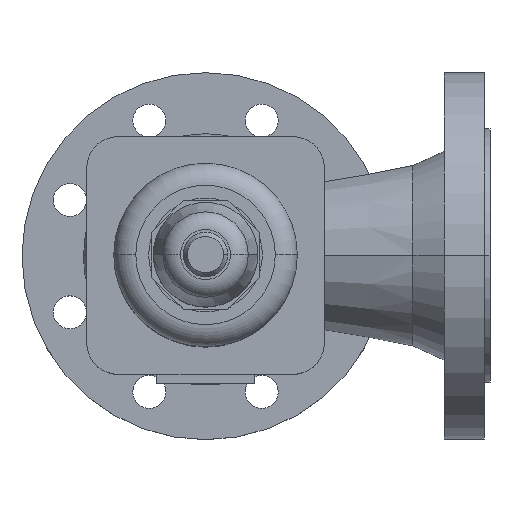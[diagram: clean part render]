
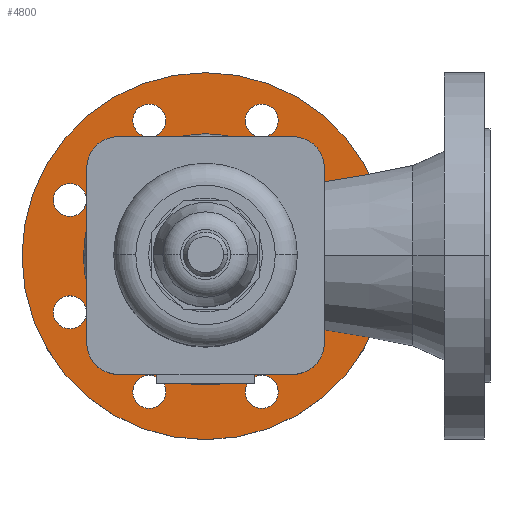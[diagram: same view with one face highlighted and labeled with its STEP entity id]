
A CAD part, top view. The second image highlights one B-rep face of the part: STEP entity #4800.
In plain terms, the highlighted planar face has unit normal (0, 0, 1).
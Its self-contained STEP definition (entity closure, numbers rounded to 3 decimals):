
#1331=CARTESIAN_POINT('',(-100.,0.,24.8));
#1332=VERTEX_POINT('',#1331);
#1339=CARTESIAN_POINT('',(100.,-0.,24.8));
#1340=VERTEX_POINT('',#1339);
#1341=CARTESIAN_POINT('',(0.,-0.,24.8));
#1342=DIRECTION('',(-0.,0.,-1.));
#1343=DIRECTION('',(-1.,0.,0.));
#1344=AXIS2_PLACEMENT_3D('',#1341,#1342,#1343);
#1345=CIRCLE('',#1344,100.);
#1346=EDGE_CURVE('',#1332,#1340,#1345,.T.);
#1362=CARTESIAN_POINT('',(57.,0.,24.8));
#1363=VERTEX_POINT('',#1362);
#1364=CARTESIAN_POINT('',(-57.,-0.,24.8));
#1365=VERTEX_POINT('',#1364);
#1366=CARTESIAN_POINT('',(0.,-0.,24.8));
#1367=DIRECTION('',(0.,0.,-1.));
#1368=DIRECTION('',(-1.,0.,0.));
#1369=AXIS2_PLACEMENT_3D('',#1366,#1367,#1368);
#1370=CIRCLE('',#1369,57.);
#1371=EDGE_CURVE('',#1363,#1365,#1370,.T.);
#3250=CARTESIAN_POINT('',(82.91,30.615,24.8));
#3251=VERTEX_POINT('',#3250);
#3258=CARTESIAN_POINT('',(64.91,30.615,24.8));
#3259=VERTEX_POINT('',#3258);
#3260=CARTESIAN_POINT('',(73.91,30.615,24.8));
#3261=DIRECTION('',(0.,0.,-1.));
#3262=DIRECTION('',(1.,0.,0.));
#3263=AXIS2_PLACEMENT_3D('',#3260,#3261,#3262);
#3264=CIRCLE('',#3263,9.);
#3265=EDGE_CURVE('',#3259,#3251,#3264,.T.);
#3292=CARTESIAN_POINT('',(64.91,-30.615,24.8));
#3293=VERTEX_POINT('',#3292);
#3300=CARTESIAN_POINT('',(82.91,-30.615,24.8));
#3301=VERTEX_POINT('',#3300);
#3302=CARTESIAN_POINT('',(73.91,-30.615,24.8));
#3303=DIRECTION('',(0.,0.,-1.));
#3304=DIRECTION('',(1.,0.,0.));
#3305=AXIS2_PLACEMENT_3D('',#3302,#3303,#3304);
#3306=CIRCLE('',#3305,9.);
#3307=EDGE_CURVE('',#3301,#3293,#3306,.T.);
#3323=CARTESIAN_POINT('',(21.615,-73.91,24.8));
#3324=VERTEX_POINT('',#3323);
#3325=CARTESIAN_POINT('',(39.615,-73.91,24.8));
#3326=VERTEX_POINT('',#3325);
#3327=CARTESIAN_POINT('',(30.615,-73.91,24.8));
#3328=DIRECTION('',(0.,0.,-1.));
#3329=DIRECTION('',(1.,0.,0.));
#3330=AXIS2_PLACEMENT_3D('',#3327,#3328,#3329);
#3331=CIRCLE('',#3330,9.);
#3332=EDGE_CURVE('',#3324,#3326,#3331,.T.);
#3376=CARTESIAN_POINT('',(-39.615,-73.91,24.8));
#3377=VERTEX_POINT('',#3376);
#3384=CARTESIAN_POINT('',(-21.615,-73.91,24.8));
#3385=VERTEX_POINT('',#3384);
#3386=CARTESIAN_POINT('',(-30.615,-73.91,24.8));
#3387=DIRECTION('',(0.,0.,-1.));
#3388=DIRECTION('',(1.,0.,0.));
#3389=AXIS2_PLACEMENT_3D('',#3386,#3387,#3388);
#3390=CIRCLE('',#3389,9.);
#3391=EDGE_CURVE('',#3385,#3377,#3390,.T.);
#3418=CARTESIAN_POINT('',(-64.91,-30.615,24.8));
#3419=VERTEX_POINT('',#3418);
#3426=CARTESIAN_POINT('',(-82.91,-30.615,24.8));
#3427=VERTEX_POINT('',#3426);
#3428=CARTESIAN_POINT('',(-73.91,-30.615,24.8));
#3429=DIRECTION('',(0.,0.,-1.));
#3430=DIRECTION('',(1.,0.,0.));
#3431=AXIS2_PLACEMENT_3D('',#3428,#3429,#3430);
#3432=CIRCLE('',#3431,9.);
#3433=EDGE_CURVE('',#3427,#3419,#3432,.T.);
#3460=CARTESIAN_POINT('',(-82.91,30.615,24.8));
#3461=VERTEX_POINT('',#3460);
#3468=CARTESIAN_POINT('',(-64.91,30.615,24.8));
#3469=VERTEX_POINT('',#3468);
#3470=CARTESIAN_POINT('',(-73.91,30.615,24.8));
#3471=DIRECTION('',(0.,0.,-1.));
#3472=DIRECTION('',(1.,0.,0.));
#3473=AXIS2_PLACEMENT_3D('',#3470,#3471,#3472);
#3474=CIRCLE('',#3473,9.);
#3475=EDGE_CURVE('',#3469,#3461,#3474,.T.);
#3491=CARTESIAN_POINT('',(-39.615,73.91,24.8));
#3492=VERTEX_POINT('',#3491);
#3493=CARTESIAN_POINT('',(-21.615,73.91,24.8));
#3494=VERTEX_POINT('',#3493);
#3495=CARTESIAN_POINT('',(-30.615,73.91,24.8));
#3496=DIRECTION('',(0.,0.,-1.));
#3497=DIRECTION('',(1.,0.,0.));
#3498=AXIS2_PLACEMENT_3D('',#3495,#3496,#3497);
#3499=CIRCLE('',#3498,9.);
#3500=EDGE_CURVE('',#3492,#3494,#3499,.T.);
#3533=CARTESIAN_POINT('',(39.615,73.91,24.8));
#3534=VERTEX_POINT('',#3533);
#3535=CARTESIAN_POINT('',(21.615,73.91,24.8));
#3536=VERTEX_POINT('',#3535);
#3537=CARTESIAN_POINT('',(30.615,73.91,24.8));
#3538=DIRECTION('',(0.,0.,-1.));
#3539=DIRECTION('',(1.,0.,0.));
#3540=AXIS2_PLACEMENT_3D('',#3537,#3538,#3539);
#3541=CIRCLE('',#3540,9.);
#3542=EDGE_CURVE('',#3534,#3536,#3541,.T.);
#4695=CARTESIAN_POINT('',(-78.5,0.,24.8));
#4696=DIRECTION('',(0.,-0.,1.));
#4697=DIRECTION('',(1.,-0.,-0.));
#4698=AXIS2_PLACEMENT_3D('',#4695,#4696,#4697);
#4699=PLANE('',#4698);
#4700=ORIENTED_EDGE('',*,*,#3542,.T.);
#4701=CARTESIAN_POINT('',(30.615,73.91,24.8));
#4702=DIRECTION('',(0.,0.,-1.));
#4703=DIRECTION('',(1.,0.,0.));
#4704=AXIS2_PLACEMENT_3D('',#4701,#4702,#4703);
#4705=CIRCLE('',#4704,9.);
#4706=EDGE_CURVE('',#3536,#3534,#4705,.T.);
#4707=ORIENTED_EDGE('',*,*,#4706,.T.);
#4708=EDGE_LOOP('',(#4700,#4707));
#4709=FACE_BOUND('',#4708,.T.);
#4710=ORIENTED_EDGE('',*,*,#3500,.T.);
#4711=CARTESIAN_POINT('',(-30.615,73.91,24.8));
#4712=DIRECTION('',(0.,0.,-1.));
#4713=DIRECTION('',(1.,0.,0.));
#4714=AXIS2_PLACEMENT_3D('',#4711,#4712,#4713);
#4715=CIRCLE('',#4714,9.);
#4716=EDGE_CURVE('',#3494,#3492,#4715,.T.);
#4717=ORIENTED_EDGE('',*,*,#4716,.T.);
#4718=EDGE_LOOP('',(#4710,#4717));
#4719=FACE_BOUND('',#4718,.T.);
#4720=ORIENTED_EDGE('',*,*,#3475,.T.);
#4721=CARTESIAN_POINT('',(-73.91,30.615,24.8));
#4722=DIRECTION('',(0.,0.,-1.));
#4723=DIRECTION('',(1.,0.,0.));
#4724=AXIS2_PLACEMENT_3D('',#4721,#4722,#4723);
#4725=CIRCLE('',#4724,9.);
#4726=EDGE_CURVE('',#3461,#3469,#4725,.T.);
#4727=ORIENTED_EDGE('',*,*,#4726,.T.);
#4728=EDGE_LOOP('',(#4720,#4727));
#4729=FACE_BOUND('',#4728,.T.);
#4730=CARTESIAN_POINT('',(-73.91,-30.615,24.8));
#4731=DIRECTION('',(0.,0.,-1.));
#4732=DIRECTION('',(1.,0.,0.));
#4733=AXIS2_PLACEMENT_3D('',#4730,#4731,#4732);
#4734=CIRCLE('',#4733,9.);
#4735=EDGE_CURVE('',#3419,#3427,#4734,.T.);
#4736=ORIENTED_EDGE('',*,*,#4735,.T.);
#4737=ORIENTED_EDGE('',*,*,#3433,.T.);
#4738=EDGE_LOOP('',(#4736,#4737));
#4739=FACE_BOUND('',#4738,.T.);
#4740=ORIENTED_EDGE('',*,*,#3391,.T.);
#4741=CARTESIAN_POINT('',(-30.615,-73.91,24.8));
#4742=DIRECTION('',(0.,0.,-1.));
#4743=DIRECTION('',(1.,0.,0.));
#4744=AXIS2_PLACEMENT_3D('',#4741,#4742,#4743);
#4745=CIRCLE('',#4744,9.);
#4746=EDGE_CURVE('',#3377,#3385,#4745,.T.);
#4747=ORIENTED_EDGE('',*,*,#4746,.T.);
#4748=EDGE_LOOP('',(#4740,#4747));
#4749=FACE_BOUND('',#4748,.T.);
#4750=ORIENTED_EDGE('',*,*,#3332,.T.);
#4751=CARTESIAN_POINT('',(30.615,-73.91,24.8));
#4752=DIRECTION('',(0.,0.,-1.));
#4753=DIRECTION('',(1.,0.,0.));
#4754=AXIS2_PLACEMENT_3D('',#4751,#4752,#4753);
#4755=CIRCLE('',#4754,9.);
#4756=EDGE_CURVE('',#3326,#3324,#4755,.T.);
#4757=ORIENTED_EDGE('',*,*,#4756,.T.);
#4758=EDGE_LOOP('',(#4750,#4757));
#4759=FACE_BOUND('',#4758,.T.);
#4760=CARTESIAN_POINT('',(73.91,-30.615,24.8));
#4761=DIRECTION('',(0.,0.,-1.));
#4762=DIRECTION('',(1.,0.,0.));
#4763=AXIS2_PLACEMENT_3D('',#4760,#4761,#4762);
#4764=CIRCLE('',#4763,9.);
#4765=EDGE_CURVE('',#3293,#3301,#4764,.T.);
#4766=ORIENTED_EDGE('',*,*,#4765,.T.);
#4767=ORIENTED_EDGE('',*,*,#3307,.T.);
#4768=EDGE_LOOP('',(#4766,#4767));
#4769=FACE_BOUND('',#4768,.T.);
#4770=CARTESIAN_POINT('',(73.91,30.615,24.8));
#4771=DIRECTION('',(0.,0.,-1.));
#4772=DIRECTION('',(1.,0.,0.));
#4773=AXIS2_PLACEMENT_3D('',#4770,#4771,#4772);
#4774=CIRCLE('',#4773,9.);
#4775=EDGE_CURVE('',#3251,#3259,#4774,.T.);
#4776=ORIENTED_EDGE('',*,*,#4775,.T.);
#4777=ORIENTED_EDGE('',*,*,#3265,.T.);
#4778=EDGE_LOOP('',(#4776,#4777));
#4779=FACE_BOUND('',#4778,.T.);
#4780=ORIENTED_EDGE('',*,*,#1371,.T.);
#4781=CARTESIAN_POINT('',(0.,-0.,24.8));
#4782=DIRECTION('',(0.,0.,-1.));
#4783=DIRECTION('',(-1.,0.,0.));
#4784=AXIS2_PLACEMENT_3D('',#4781,#4782,#4783);
#4785=CIRCLE('',#4784,57.);
#4786=EDGE_CURVE('',#1365,#1363,#4785,.T.);
#4787=ORIENTED_EDGE('',*,*,#4786,.T.);
#4788=EDGE_LOOP('',(#4780,#4787));
#4789=FACE_BOUND('',#4788,.T.);
#4790=ORIENTED_EDGE('',*,*,#1346,.F.);
#4791=CARTESIAN_POINT('',(0.,-0.,24.8));
#4792=DIRECTION('',(-0.,0.,-1.));
#4793=DIRECTION('',(-1.,0.,0.));
#4794=AXIS2_PLACEMENT_3D('',#4791,#4792,#4793);
#4795=CIRCLE('',#4794,100.);
#4796=EDGE_CURVE('',#1340,#1332,#4795,.T.);
#4797=ORIENTED_EDGE('',*,*,#4796,.F.);
#4798=EDGE_LOOP('',(#4790,#4797));
#4799=FACE_BOUND('',#4798,.T.);
#4800=ADVANCED_FACE('',(#4709,#4719,#4729,#4739,#4749,#4759,#4769,#4779,#4789,#4799),#4699,.T.);
